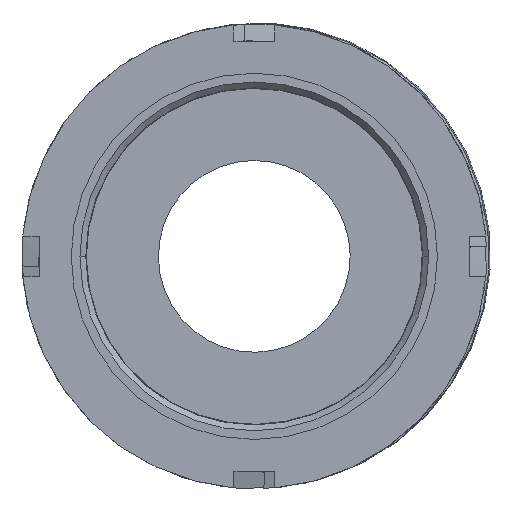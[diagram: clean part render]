
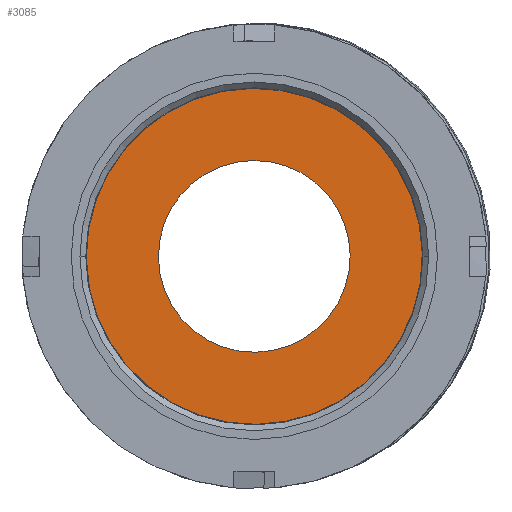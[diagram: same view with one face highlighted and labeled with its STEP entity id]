
A CAD part, front view. The second image highlights one B-rep face of the part: STEP entity #3085.
In plain terms, the highlighted planar face has unit normal (0, -1, 0).
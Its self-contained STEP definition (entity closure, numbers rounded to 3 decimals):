
#77 = AXIS2_PLACEMENT_3D ( 'NONE', #289, #260, #3904 ) ;
#214 = AXIS2_PLACEMENT_3D ( 'NONE', #1306, #997, #369 ) ;
#260 = DIRECTION ( 'NONE',  ( 0., 1., 0. ) ) ;
#289 = CARTESIAN_POINT ( 'NONE',  ( 0., 21.868, 0. ) ) ;
#329 = CARTESIAN_POINT ( 'NONE',  ( 0., 21.868, 0. ) ) ;
#369 = DIRECTION ( 'NONE',  ( -1., 0., 0. ) ) ;
#489 = CIRCLE ( 'NONE', #3064, 28.9 ) ;
#544 = EDGE_LOOP ( 'NONE', ( #1587, #1814 ) ) ;
#606 = CARTESIAN_POINT ( 'NONE',  ( 28.9, 21.868, 0. ) ) ;
#723 = FACE_BOUND ( 'NONE', #2686, .T. ) ;
#777 = CIRCLE ( 'NONE', #77, 16.5 ) ;
#841 = VERTEX_POINT ( 'NONE', #2083 ) ;
#922 = DIRECTION ( 'NONE',  ( 0., 1., 0. ) ) ;
#949 = DIRECTION ( 'NONE',  ( -1., 0., 0. ) ) ;
#957 = CIRCLE ( 'NONE', #3419, 16.5 ) ;
#997 = DIRECTION ( 'NONE',  ( 0., 1., 0. ) ) ;
#1004 = ORIENTED_EDGE ( 'NONE', *, *, #2354, .T. ) ;
#1196 = CIRCLE ( 'NONE', #2183, 28.9 ) ;
#1306 = CARTESIAN_POINT ( 'NONE',  ( 16.5, 21.868, 0. ) ) ;
#1434 = EDGE_CURVE ( 'NONE', #2439, #1856, #489, .T. ) ;
#1529 = EDGE_CURVE ( 'NONE', #841, #3312, #777, .T. ) ;
#1587 = ORIENTED_EDGE ( 'NONE', *, *, #1434, .F. ) ;
#1814 = ORIENTED_EDGE ( 'NONE', *, *, #3022, .F. ) ;
#1856 = VERTEX_POINT ( 'NONE', #606 ) ;
#1967 = CARTESIAN_POINT ( 'NONE',  ( 0., 21.868, 0. ) ) ;
#2083 = CARTESIAN_POINT ( 'NONE',  ( -16.5, 21.868, 0. ) ) ;
#2106 = CARTESIAN_POINT ( 'NONE',  ( 16.5, 21.868, 0. ) ) ;
#2183 = AXIS2_PLACEMENT_3D ( 'NONE', #1967, #2645, #2295 ) ;
#2295 = DIRECTION ( 'NONE',  ( -1., 0., 0. ) ) ;
#2354 = EDGE_CURVE ( 'NONE', #3312, #841, #957, .T. ) ;
#2439 = VERTEX_POINT ( 'NONE', #3181 ) ;
#2613 = DIRECTION ( 'NONE',  ( 0., 1., 0. ) ) ;
#2644 = DIRECTION ( 'NONE',  ( -1., 0., 0. ) ) ;
#2645 = DIRECTION ( 'NONE',  ( 0., 1., 0. ) ) ;
#2686 = EDGE_LOOP ( 'NONE', ( #3094, #1004 ) ) ;
#2816 = FACE_OUTER_BOUND ( 'NONE', #544, .T. ) ;
#3022 = EDGE_CURVE ( 'NONE', #1856, #2439, #1196, .T. ) ;
#3064 = AXIS2_PLACEMENT_3D ( 'NONE', #329, #2613, #2644 ) ;
#3085 = ADVANCED_FACE ( 'NONE', ( #2816, #723 ), #3280, .F. ) ;
#3094 = ORIENTED_EDGE ( 'NONE', *, *, #1529, .T. ) ;
#3181 = CARTESIAN_POINT ( 'NONE',  ( -28.9, 21.868, 0. ) ) ;
#3231 = CARTESIAN_POINT ( 'NONE',  ( 0., 21.868, 0. ) ) ;
#3280 = PLANE ( 'NONE',  #214 ) ;
#3312 = VERTEX_POINT ( 'NONE', #2106 ) ;
#3419 = AXIS2_PLACEMENT_3D ( 'NONE', #3231, #922, #949 ) ;
#3904 = DIRECTION ( 'NONE',  ( -1., 0., 0. ) ) ;
